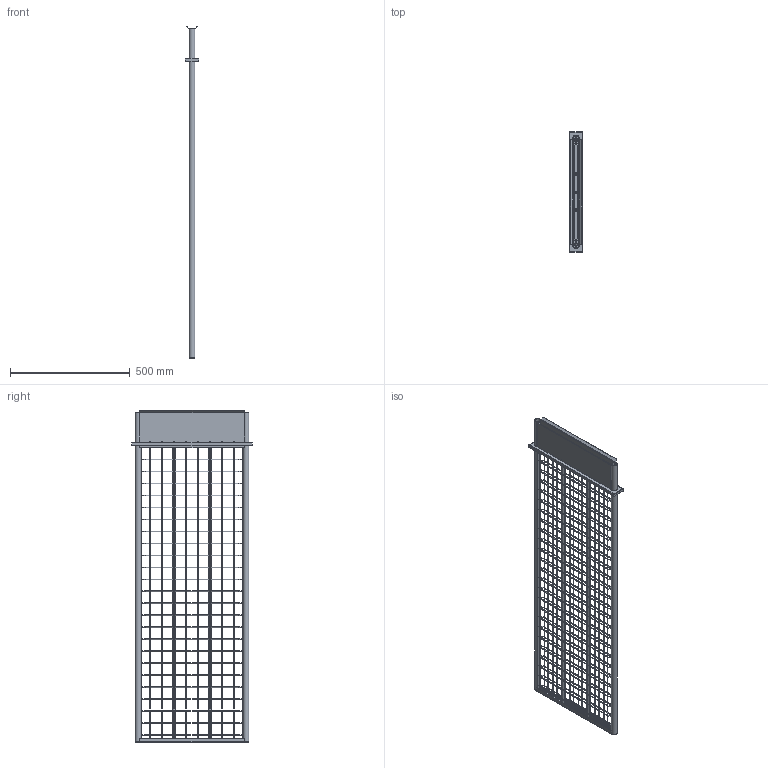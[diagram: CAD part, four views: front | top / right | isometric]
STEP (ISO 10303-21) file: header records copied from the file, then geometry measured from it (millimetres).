
FILE_DESCRIPTION (( 'STEP AP203' ), '1' );
FILE_NAME ('FCDO_RF-S053-00 - WLDM CAGE 475 500.STEP', '2023-12-11T10:44:40', ( '' ), ( '' ), 'SwSTEP 2.0', 'SolidWorks 2022', '' );
FILE_SCHEMA (( 'CONFIG_CONTROL_DESIGN' ));
Length unit declared in the file: millimetre
Products named in the file (8): FCDO_RF-S032-00 - WLDM NOZZLE 475_Výchozí; FCDO_RF-S053-00 - WLDM CAGE 475 500; FCDO_RF-S053-09 - TUBE 500_Výchozí; FCDO_RF-S032-03 - BASE_Výchozí; FCDO_RF-S046-07 - CAP 475_Výchozí; FCDO_RF-S053-06 - GRID 475 500_Výchozí; FCDO_RF-S032-01 - COVER_Výchozí; FCDO_RF-S053-01 - PROFILE 475 500_Výchozí
Assembly tree (11 placements, depth 3):
  FCDO_RF-S053-00 - WLDM CAGE 475 500
    FCDO_RF-S053-06 - GRID 475 500_Výchozí  x2
    FCDO_RF-S053-01 - PROFILE 475 500_Výchozí  x2
    FCDO_RF-S046-07 - CAP 475_Výchozí
    FCDO_RF-S032-00 - WLDM NOZZLE 475_Výchozí
      FCDO_RF-S032-01 - COVER_Výchozí  x2
      FCDO_RF-S032-03 - BASE_Výchozí
    FCDO_RF-S053-09 - TUBE 500_Výchozí  x2
Bounding box: 55 x 504 x 1386.14 mm (x, y, z)
Volume: 843515.6 mm3; surface area: 1415763.2 mm2
Topology: 78 solids, 78 shells, 1262 faces, 2654 edges, 1548 vertices
Faces by surface type: cylinder 586, torus 400, plane 268, bspline 8
Entity records: 19868 total; most frequent: DIRECTION 3728, CARTESIAN_POINT 3507, ORIENTED_EDGE 2924, AXIS2_PLACEMENT_3D 1589, EDGE_CURVE 1462, CIRCLE 896, VERTEX_POINT 856, EDGE_LOOP 700
